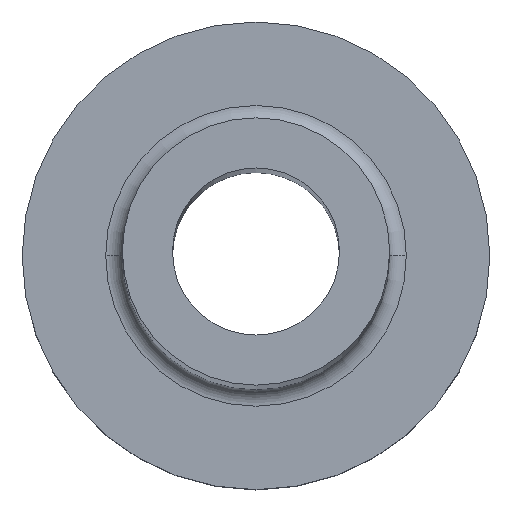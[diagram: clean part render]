
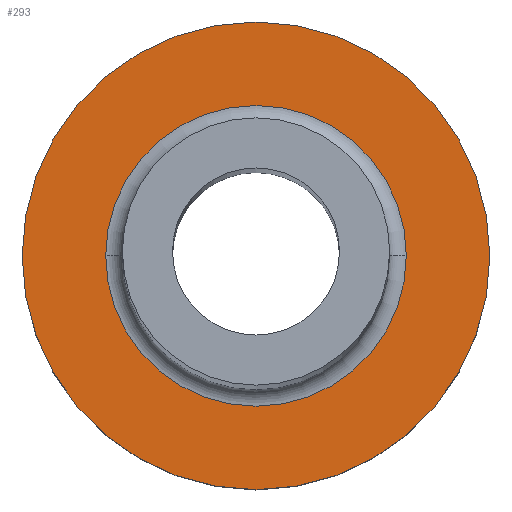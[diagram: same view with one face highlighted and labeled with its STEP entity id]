
A CAD part, top view. The second image highlights one B-rep face of the part: STEP entity #293.
In plain terms, the highlighted planar face has unit normal (0, 0, 1).
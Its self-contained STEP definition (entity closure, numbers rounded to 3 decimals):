
#1 = ORIENTED_EDGE ( 'NONE', *, *, #306, .T. ) ;
#3 = PLANE ( 'NONE',  #346 ) ;
#6 = EDGE_LOOP ( 'NONE', ( #114, #1 ) ) ;
#15 = VERTEX_POINT ( 'NONE', #196 ) ;
#26 = DIRECTION ( 'NONE',  ( 0., 0., 1. ) ) ;
#27 = AXIS2_PLACEMENT_3D ( 'NONE', #183, #26, #352 ) ;
#28 = DIRECTION ( 'NONE',  ( 1., 0., 0. ) ) ;
#36 = DIRECTION ( 'NONE',  ( 0., 0., -1. ) ) ;
#59 = DIRECTION ( 'NONE',  ( 1., 0., 0. ) ) ;
#63 = DIRECTION ( 'NONE',  ( 1., 0., 0. ) ) ;
#79 = AXIS2_PLACEMENT_3D ( 'NONE', #125, #381, #63 ) ;
#93 = FACE_BOUND ( 'NONE', #6, .T. ) ;
#98 = AXIS2_PLACEMENT_3D ( 'NONE', #149, #126, #28 ) ;
#114 = ORIENTED_EDGE ( 'NONE', *, *, #280, .T. ) ;
#117 = CARTESIAN_POINT ( 'NONE',  ( -7., 0., 5. ) ) ;
#122 = CARTESIAN_POINT ( 'NONE',  ( 0., 0., 5. ) ) ;
#125 = CARTESIAN_POINT ( 'NONE',  ( 0., 0., 5. ) ) ;
#126 = DIRECTION ( 'NONE',  ( 0., 0., -1. ) ) ;
#140 = ORIENTED_EDGE ( 'NONE', *, *, #287, .T. ) ;
#149 = CARTESIAN_POINT ( 'NONE',  ( 0., 0., 5. ) ) ;
#157 = CARTESIAN_POINT ( 'NONE',  ( 7., 0., 5. ) ) ;
#166 = VERTEX_POINT ( 'NONE', #117 ) ;
#179 = CIRCLE ( 'NONE', #298, 4.5 ) ;
#183 = CARTESIAN_POINT ( 'NONE',  ( 0., 0., 5. ) ) ;
#186 = CARTESIAN_POINT ( 'NONE',  ( 0., 0., 5. ) ) ;
#196 = CARTESIAN_POINT ( 'NONE',  ( -4.5, 0., 5. ) ) ;
#207 = DIRECTION ( 'NONE',  ( 1., 0., 0. ) ) ;
#211 = FACE_OUTER_BOUND ( 'NONE', #335, .T. ) ;
#214 = CIRCLE ( 'NONE', #27, 7. ) ;
#262 = CIRCLE ( 'NONE', #98, 4.5 ) ;
#280 = EDGE_CURVE ( 'NONE', #369, #15, #262, .T. ) ;
#287 = EDGE_CURVE ( 'NONE', #337, #166, #361, .T. ) ;
#293 = ADVANCED_FACE ( 'NONE', ( #93, #211 ), #3, .T. ) ;
#294 = ORIENTED_EDGE ( 'NONE', *, *, #353, .T. ) ;
#298 = AXIS2_PLACEMENT_3D ( 'NONE', #122, #36, #59 ) ;
#302 = CARTESIAN_POINT ( 'NONE',  ( 4.5, 0., 5. ) ) ;
#303 = DIRECTION ( 'NONE',  ( 0., 0., 1. ) ) ;
#306 = EDGE_CURVE ( 'NONE', #15, #369, #179, .T. ) ;
#335 = EDGE_LOOP ( 'NONE', ( #294, #140 ) ) ;
#337 = VERTEX_POINT ( 'NONE', #157 ) ;
#346 = AXIS2_PLACEMENT_3D ( 'NONE', #186, #303, #207 ) ;
#352 = DIRECTION ( 'NONE',  ( 1., 0., 0. ) ) ;
#353 = EDGE_CURVE ( 'NONE', #166, #337, #214, .T. ) ;
#361 = CIRCLE ( 'NONE', #79, 7. ) ;
#369 = VERTEX_POINT ( 'NONE', #302 ) ;
#381 = DIRECTION ( 'NONE',  ( 0., 0., 1. ) ) ;
